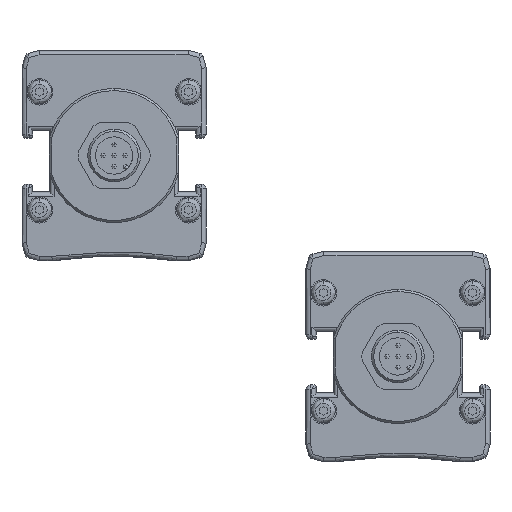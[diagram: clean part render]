
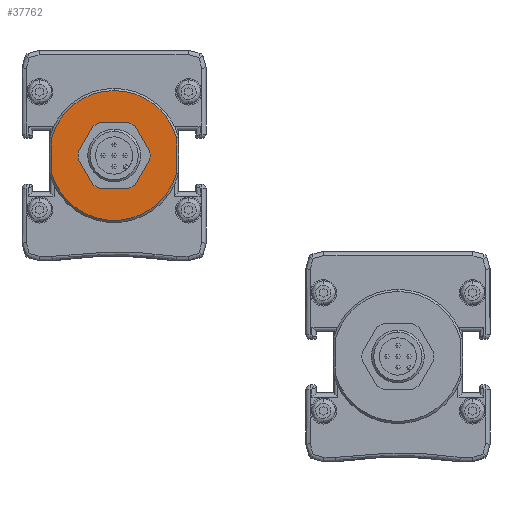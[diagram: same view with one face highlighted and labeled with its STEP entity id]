
A CAD part, front view. The second image highlights one B-rep face of the part: STEP entity #37762.
In plain terms, the highlighted planar face has unit normal (0, -1, 0).
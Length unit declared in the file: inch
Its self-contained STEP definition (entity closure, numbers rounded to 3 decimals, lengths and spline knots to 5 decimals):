
#1915 = EDGE_CURVE ( 'NONE', #13149, #42804, #39066, .T. ) ;
#4011 = ORIENTED_EDGE ( 'NONE', *, *, #42745, .F. ) ;
#5293 = LINE ( 'NONE', #31929, #12716 ) ;
#6750 = CARTESIAN_POINT ( 'NONE',  ( 0., -22.48031, 0. ) ) ;
#6978 = AXIS2_PLACEMENT_3D ( 'NONE', #39747, #19331, #18937 ) ;
#7944 = CIRCLE ( 'NONE', #8596, 0.58268 ) ;
#8120 = DIRECTION ( 'NONE',  ( 0., -1., 0. ) ) ;
#8596 = AXIS2_PLACEMENT_3D ( 'NONE', #6750, #36913, #19820 ) ;
#10255 = CARTESIAN_POINT ( 'NONE',  ( 0.56102, -22.48031, 0.15737 ) ) ;
#11181 = VECTOR ( 'NONE', #25443, 39.37008 ) ;
#11849 = CIRCLE ( 'NONE', #6978, 0.58268 ) ;
#11979 = AXIS2_PLACEMENT_3D ( 'NONE', #15041, #8120, #42403 ) ;
#12537 = CIRCLE ( 'NONE', #36995, 0.58268 ) ;
#12716 = VECTOR ( 'NONE', #35234, 39.37008 ) ;
#13149 = VERTEX_POINT ( 'NONE', #42226 ) ;
#13206 = VERTEX_POINT ( 'NONE', #10255 ) ;
#13237 = DIRECTION ( 'NONE',  ( 0., 0., 1. ) ) ;
#15041 = CARTESIAN_POINT ( 'NONE',  ( 0., -22.48031, 0. ) ) ;
#18843 = ORIENTED_EDGE ( 'NONE', *, *, #42706, .F. ) ;
#18937 = DIRECTION ( 'NONE',  ( 0., 0., 1. ) ) ;
#19331 = DIRECTION ( 'NONE',  ( 0., 1., 0. ) ) ;
#19820 = DIRECTION ( 'NONE',  ( 0., 0., 1. ) ) ;
#20175 = ORIENTED_EDGE ( 'NONE', *, *, #38780, .F. ) ;
#20220 = VERTEX_POINT ( 'NONE', #42629 ) ;
#21670 = EDGE_CURVE ( 'NONE', #13206, #20220, #5293, .T. ) ;
#23033 = CARTESIAN_POINT ( 'NONE',  ( -0.56102, -22.48031, 0. ) ) ;
#23904 = CARTESIAN_POINT ( 'NONE',  ( -0.56102, -22.48031, -0.15737 ) ) ;
#25420 = ORIENTED_EDGE ( 'NONE', *, *, #1915, .T. ) ;
#25443 = DIRECTION ( 'NONE',  ( 0., 0., -1. ) ) ;
#27707 = FACE_OUTER_BOUND ( 'NONE', #36897, .T. ) ;
#31552 = ORIENTED_EDGE ( 'NONE', *, *, #21670, .F. ) ;
#31929 = CARTESIAN_POINT ( 'NONE',  ( 0.56102, -22.48031, 0. ) ) ;
#32718 = CARTESIAN_POINT ( 'NONE',  ( 0., -22.48031, 0. ) ) ;
#34125 = PLANE ( 'NONE',  #11979 ) ;
#35234 = DIRECTION ( 'NONE',  ( 0., 0., -1. ) ) ;
#35644 = VERTEX_POINT ( 'NONE', #43020 ) ;
#35801 = DIRECTION ( 'NONE',  ( 0., 1., 0. ) ) ;
#36897 = EDGE_LOOP ( 'NONE', ( #20175, #4011, #25420, #18843, #31552 ) ) ;
#36913 = DIRECTION ( 'NONE',  ( 0., 1., 0. ) ) ;
#36995 = AXIS2_PLACEMENT_3D ( 'NONE', #32718, #35801, #13237 ) ;
#37762 = ADVANCED_FACE ( 'NONE', ( #27707 ), #34125, .T. ) ;
#38780 = EDGE_CURVE ( 'NONE', #35644, #13206, #7944, .T. ) ;
#39066 = LINE ( 'NONE', #23033, #11181 ) ;
#39747 = CARTESIAN_POINT ( 'NONE',  ( 0., -22.48031, 0. ) ) ;
#42226 = CARTESIAN_POINT ( 'NONE',  ( -0.56102, -22.48031, 0.15737 ) ) ;
#42403 = DIRECTION ( 'NONE',  ( 0., 0., -1. ) ) ;
#42629 = CARTESIAN_POINT ( 'NONE',  ( 0.56102, -22.48031, -0.15737 ) ) ;
#42706 = EDGE_CURVE ( 'NONE', #20220, #42804, #11849, .T. ) ;
#42745 = EDGE_CURVE ( 'NONE', #13149, #35644, #12537, .T. ) ;
#42804 = VERTEX_POINT ( 'NONE', #23904 ) ;
#43020 = CARTESIAN_POINT ( 'NONE',  ( 0., -22.48031, 0.58268 ) ) ;
